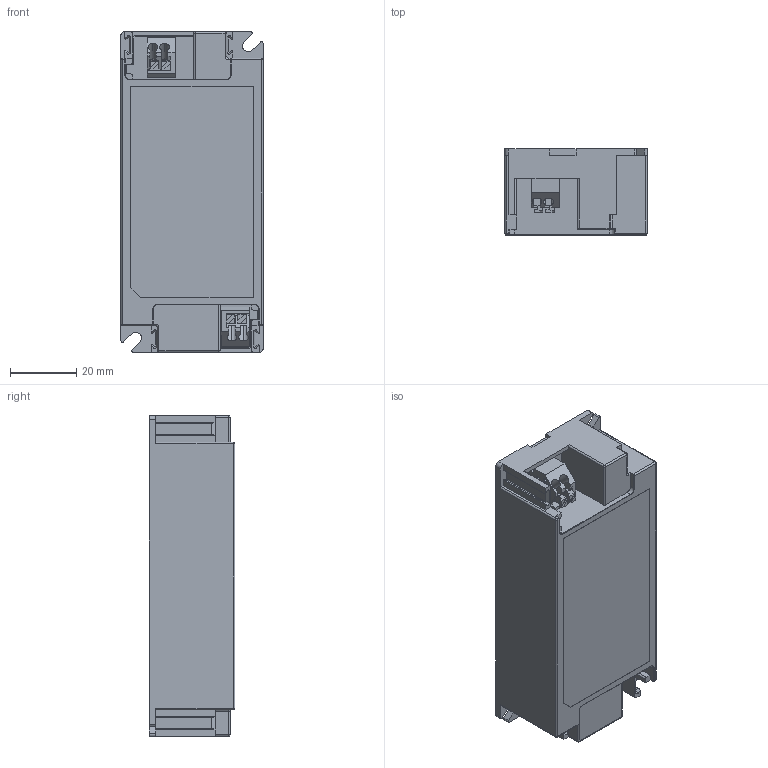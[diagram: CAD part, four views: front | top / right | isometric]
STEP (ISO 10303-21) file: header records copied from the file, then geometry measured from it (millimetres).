
FILE_DESCRIPTION(('Creo Elements/Direct Modeling STEP Export'),'2;1');
FILE_NAME('ECXe1050.482.stp','2020-08-24T11:05:19',(''),(''),'PTC Creo Elements/Direct Modeling STEP processor for AP214 (Solid Model)','PTC Creo Elements/Direct Modeling 19.0E 27-Jun-2016 (C) Parametric Technology GmbH','');
FILE_SCHEMA(('AUTOMOTIVE_DESIGN { 1 0 10303 214 1 1 1 1 }'));
Length unit declared in the file: millimetre
Products named in the file (2): T
Assembly tree (1 placements, depth 2):
  T
    T
Bounding box: 43 x 26 x 97 mm (x, y, z)
Volume: 39856.4 mm3; surface area: 41869 mm2
Topology: 1 solids, 15 shells, 705 faces, 1941 edges, 1261 vertices
Faces by surface type: plane 501, cylinder 174, torus 12, cone 10, sphere 8
Entity records: 21583 total; most frequent: CARTESIAN_POINT 3877, ORIENTED_EDGE 3866, DIRECTION 3440, EDGE_CURVE 1933, VECTOR 1472, LINE 1472, VERTEX_POINT 1261, AXIS2_PLACEMENT_3D 984
